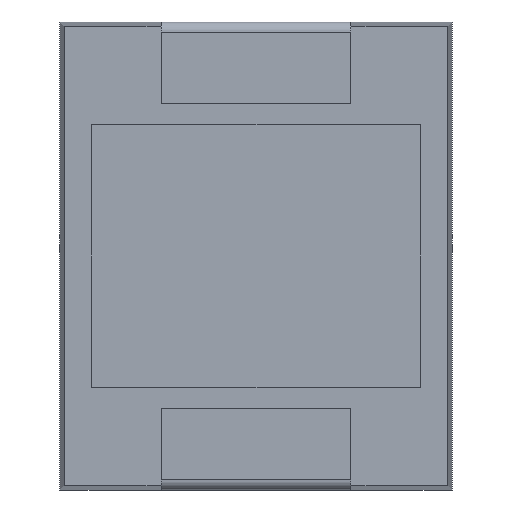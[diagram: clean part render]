
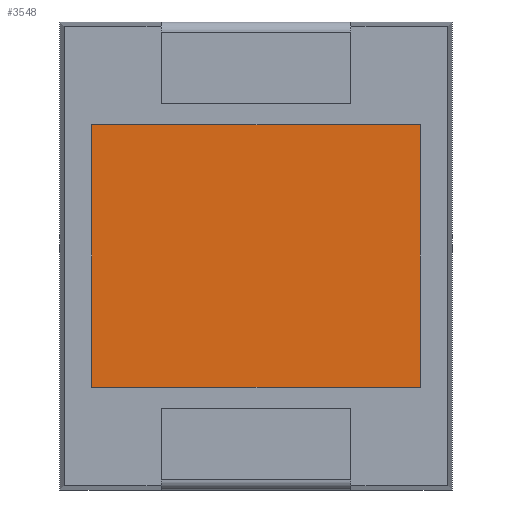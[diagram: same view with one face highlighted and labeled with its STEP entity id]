
A CAD part, front view. The second image highlights one B-rep face of the part: STEP entity #3548.
In plain terms, the highlighted planar face has unit normal (0, -1, 0).
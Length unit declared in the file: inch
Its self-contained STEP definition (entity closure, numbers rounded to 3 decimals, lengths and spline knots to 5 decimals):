
#465=LINE('',#5610,#896);
#468=LINE('',#5616,#899);
#470=LINE('',#5619,#901);
#471=LINE('',#5621,#902);
#896=VECTOR('',#4507,0.3937);
#899=VECTOR('',#4512,0.3937);
#901=VECTOR('',#4516,0.3937);
#902=VECTOR('',#4519,0.3937);
#1066=PLANE('',#3740);
#1259=FACE_OUTER_BOUND('',#1452,.T.);
#1452=EDGE_LOOP('',(#3182,#3183,#3184,#3185));
#1775=VERTEX_POINT('',#5607);
#1776=VERTEX_POINT('',#5609);
#1777=VERTEX_POINT('',#5613);
#1778=VERTEX_POINT('',#5615);
#2235=EDGE_CURVE('',#1776,#1775,#465,.T.);
#2238=EDGE_CURVE('',#1778,#1777,#468,.T.);
#2240=EDGE_CURVE('',#1775,#1778,#470,.T.);
#2241=EDGE_CURVE('',#1777,#1776,#471,.T.);
#3182=ORIENTED_EDGE('',*,*,#2238,.T.);
#3183=ORIENTED_EDGE('',*,*,#2241,.T.);
#3184=ORIENTED_EDGE('',*,*,#2235,.T.);
#3185=ORIENTED_EDGE('',*,*,#2240,.T.);
#3548=ADVANCED_FACE('',(#1259),#1066,.T.);
#3740=AXIS2_PLACEMENT_3D('',#5635,#4540,#4541);
#4507=DIRECTION('',(0.,0.,-1.));
#4512=DIRECTION('',(0.,0.,1.));
#4516=DIRECTION('',(1.,0.,0.));
#4519=DIRECTION('',(-1.,0.,0.));
#4540=DIRECTION('center_axis',(0.,-1.,0.));
#4541=DIRECTION('ref_axis',(0.,0.,-1.));
#5607=CARTESIAN_POINT('',(0.08468,-0.0211,0.06398));
#5609=CARTESIAN_POINT('',(0.08468,-0.0211,0.22736));
#5610=CARTESIAN_POINT('',(0.08468,-0.0211,0.07283));
#5613=CARTESIAN_POINT('',(0.28941,-0.0211,0.22736));
#5615=CARTESIAN_POINT('',(0.28941,-0.0211,0.06398));
#5616=CARTESIAN_POINT('',(0.28941,-0.0211,0.07283));
#5619=CARTESIAN_POINT('',(0.18705,-0.0211,0.06398));
#5621=CARTESIAN_POINT('',(0.18705,-0.0211,0.22736));
#5635=CARTESIAN_POINT('Origin',(0.18705,-0.0211,0.));
